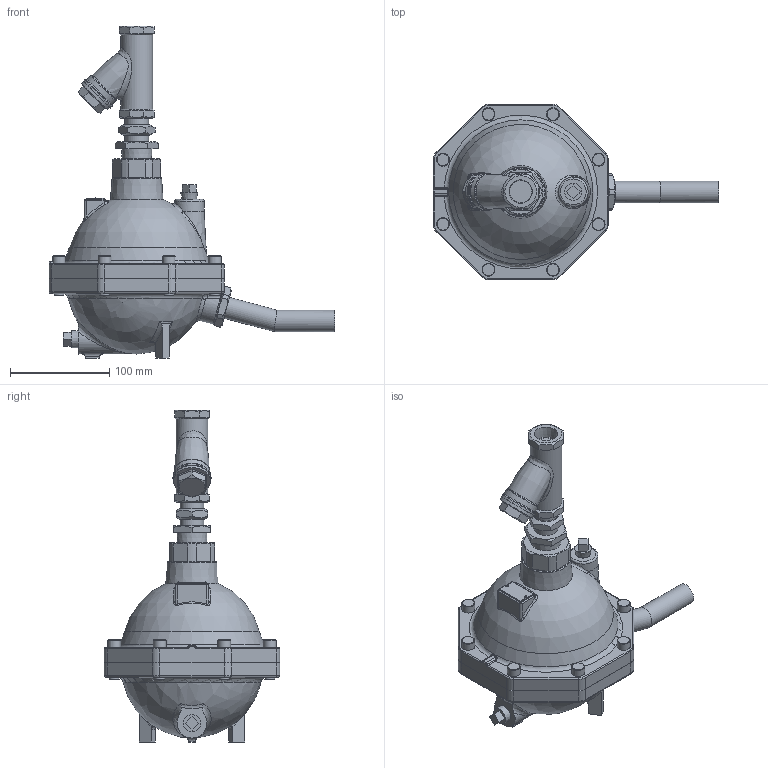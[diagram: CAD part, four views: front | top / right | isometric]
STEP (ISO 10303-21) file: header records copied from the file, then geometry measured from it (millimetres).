
FILE_DESCRIPTION(/* description */ (''),/* implementation_level */ '2;1');
FILE_NAME(/* name */ 'g8000-020-screw-00.stp',/* time_stamp */ '2018-04-25T16:27:12+09:00',/* author */ ('nakaot'),/* organization */ (''),/* preprocessor_version */ 'ST-DEVELOPER v15.6',/* originating_system */ 'Autodesk Inventor 2015',/* authorisation */ '');
FILE_SCHEMA (('CONFIG_CONTROL_DESIGN'));
Length unit declared in the file: millimetre
Products named in the file (1): g8000-020-screw-00
Bounding box: 288.5 x 177 x 335.1 mm (x, y, z)
Volume: 2388166.7 mm3; surface area: 177106.5 mm2
Topology: 3 solids, 5 shells, 400 faces, 938 edges, 587 vertices
Faces by surface type: plane 157, cylinder 114, bspline 49, torus 42, cone 34, sphere 4
Full cylindrical faces by diameter (mm): 10 x16, 13 x8, 13.889 x1, 19.7 x2, 21.7 x3, 22.631 x2, 24 x2, 28.575 x1, 30 x2, 31.52 x1, 32 x1, 36.5 x1, 37.5 x1, 38.5 x1, 145.492 x1
Entity records: 13355 total; most frequent: CARTESIAN_POINT 4658, DIRECTION 1684, ORIENTED_EDGE 1652, EDGE_CURVE 825, AXIS2_PLACEMENT_3D 713, VERTEX_POINT 560, EDGE_LOOP 543, FACE_OUTER_BOUND 400
